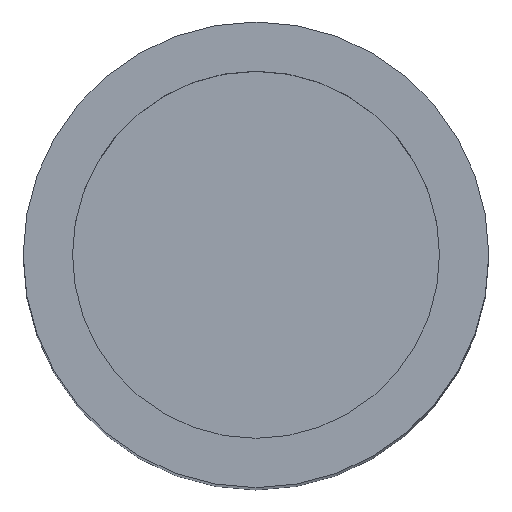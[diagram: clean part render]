
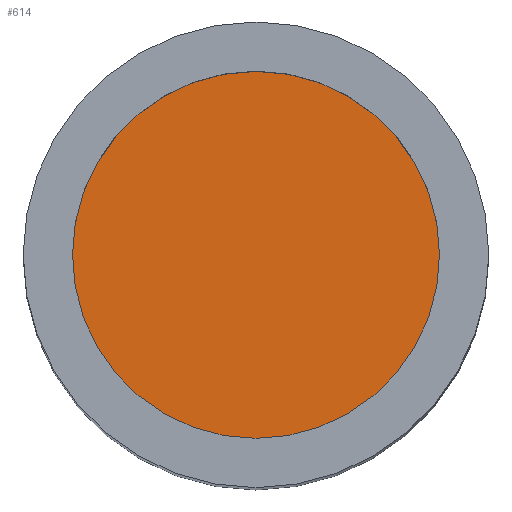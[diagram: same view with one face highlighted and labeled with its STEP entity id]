
A CAD part, top view. The second image highlights one B-rep face of the part: STEP entity #614.
In plain terms, the highlighted planar face has unit normal (0, 0, 1).
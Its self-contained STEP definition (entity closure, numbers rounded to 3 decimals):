
#17=PLANE($,#647);
#48=FACE_OUTER_BOUND($,#76,.T.);
#76=EDGE_LOOP($,(#562));
#186=CIRCLE($,#645,9.46);
#283=VERTEX_POINT($,#5749);
#380=EDGE_CURVE($,#283,#283,#186,.T.);
#562=ORIENTED_EDGE($,*,*,#380,.T.);
#614=ADVANCED_FACE($,(#48),#17,.F.);
#645=AXIS2_PLACEMENT_3D($,#5750,#708,#709);
#647=AXIS2_PLACEMENT_3D($,#5753,#712,#713);
#708=DIRECTION('center_axis',(0.,0.,1.));
#709=DIRECTION('ref_axis',(-1.,0.,0.));
#712=DIRECTION('center_axis',(0.,0.,-1.));
#713=DIRECTION('ref_axis',(-1.,0.,0.));
#5749=CARTESIAN_POINT('',(9.46,0.,61.745));
#5750=CARTESIAN_POINT('Origin',(0.,0.,61.745));
#5753=CARTESIAN_POINT('Origin',(0.,0.,61.745));
